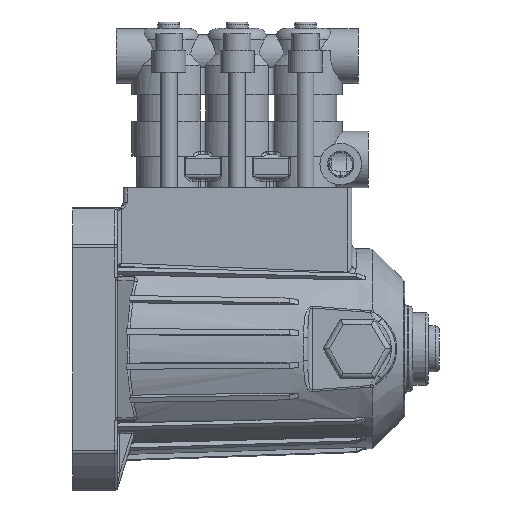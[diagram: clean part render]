
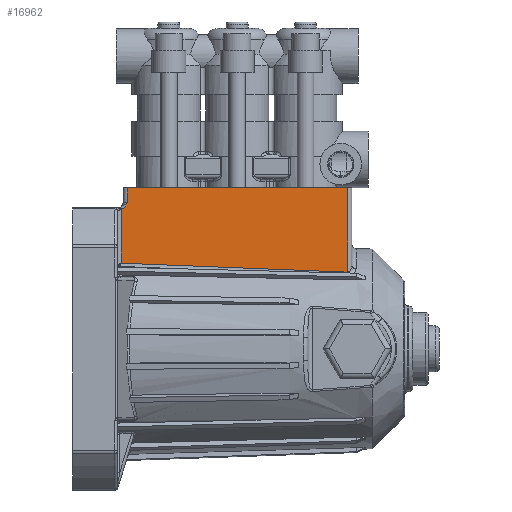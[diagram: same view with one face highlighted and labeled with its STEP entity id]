
A CAD part, front view. The second image highlights one B-rep face of the part: STEP entity #16962.
In plain terms, the highlighted planar face has unit normal (0, -1, 0).
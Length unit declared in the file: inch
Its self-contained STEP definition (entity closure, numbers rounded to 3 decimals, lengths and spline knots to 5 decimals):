
#16891 = VERTEX_POINT ( 'NONE', #31238 ) ;
#16892 = VERTEX_POINT ( 'NONE', #31237 ) ;
#16943 = VERTEX_POINT ( 'NONE', #31388 ) ;
#16944 = EDGE_CURVE ( 'NONE', #16957, #16943, #31390, .T. ) ;
#16946 = VERTEX_POINT ( 'NONE', #31377 ) ;
#16947 = EDGE_CURVE ( 'NONE', #16943, #16946, #31370, .T. ) ;
#16948 = ORIENTED_EDGE ( 'NONE', *, *, #16947, .T. ) ;
#16949 = EDGE_CURVE ( 'NONE', #16946, #16958, #31373, .T. ) ;
#16950 = ORIENTED_EDGE ( 'NONE', *, *, #16952, .T. ) ;
#16951 = ORIENTED_EDGE ( 'NONE', *, *, #16949, .T. ) ;
#16952 = EDGE_CURVE ( 'NONE', #16958, #16891, #31380, .T. ) ;
#16954 = EDGE_LOOP ( 'NONE', ( #16964, #16963, #16961, #16948, #16951, #16950 ) ) ;
#16957 = VERTEX_POINT ( 'NONE', #31416 ) ;
#16958 = VERTEX_POINT ( 'NONE', #31417 ) ;
#16961 = ORIENTED_EDGE ( 'NONE', *, *, #16944, .T. ) ;
#16962 = ADVANCED_FACE ( 'NONE', ( #31407 ), #31115, .T. ) ;
#16963 = ORIENTED_EDGE ( 'NONE', *, *, #16965, .T. ) ;
#16964 = ORIENTED_EDGE ( 'NONE', *, *, #16966, .T. ) ;
#16965 = EDGE_CURVE ( 'NONE', #16892, #16957, #31446, .T. ) ;
#16966 = EDGE_CURVE ( 'NONE', #16891, #16892, #31439, .T. ) ;
#31112 = AXIS2_PLACEMENT_3D ( 'NONE', #31134, #31133, #31116 ) ;
#31115 = PLANE ( 'NONE',  #31112 ) ;
#31116 = DIRECTION ( 'NONE',  ( 0., 0., -1. ) ) ;
#31133 = DIRECTION ( 'NONE',  ( 0., -1., 0. ) ) ;
#31134 = CARTESIAN_POINT ( 'NONE',  ( 0., -1.25, 2.625 ) ) ;
#31237 = CARTESIAN_POINT ( 'NONE',  ( 0.19, -1.25, 2.725 ) ) ;
#31238 = CARTESIAN_POINT ( 'NONE',  ( 0.19, -1.25, 3. ) ) ;
#31362 = VECTOR ( 'NONE', #31371, 39.37008 ) ;
#31365 = CARTESIAN_POINT ( 'NONE',  ( 4.29, -1.25, 1.42975 ) ) ;
#31366 = CARTESIAN_POINT ( 'NONE',  ( 2.88672, -1.25, 1.48663 ) ) ;
#31367 = CARTESIAN_POINT ( 'NONE',  ( 1.48338, -1.25, 1.54196 ) ) ;
#31368 = CARTESIAN_POINT ( 'NONE',  ( 0.08, -1.25, 1.59618 ) ) ;
#31369 = VECTOR ( 'NONE', #31419, 39.37008 ) ;
#31370 = B_SPLINE_CURVE_WITH_KNOTS ( 'NONE', 3,
 ( #31368, #31367, #31366, #31365 ),
 .UNSPECIFIED., .F., .F.,
 ( 4, 4 ),
 ( 0., 0.10702 ),
 .UNSPECIFIED. ) ;
#31371 = DIRECTION ( 'NONE',  ( 0., 0., 1. ) ) ;
#31372 = CARTESIAN_POINT ( 'NONE',  ( 4.29, -1.25, 3. ) ) ;
#31373 = LINE ( 'NONE', #31372, #31362 ) ;
#31375 = DIRECTION ( 'NONE',  ( 0., 0., -1. ) ) ;
#31376 = VECTOR ( 'NONE', #31375, 39.37008 ) ;
#31377 = CARTESIAN_POINT ( 'NONE',  ( 4.29, -1.25, 1.42975 ) ) ;
#31379 = CARTESIAN_POINT ( 'NONE',  ( 0.11, -1.25, 3. ) ) ;
#31380 = LINE ( 'NONE', #31379, #31369 ) ;
#31388 = CARTESIAN_POINT ( 'NONE',  ( 0.08, -1.25, 1.59618 ) ) ;
#31389 = CARTESIAN_POINT ( 'NONE',  ( 0.08, -1.25, 2.625 ) ) ;
#31390 = LINE ( 'NONE', #31389, #31376 ) ;
#31407 = FACE_OUTER_BOUND ( 'NONE', #16954, .T. ) ;
#31416 = CARTESIAN_POINT ( 'NONE',  ( 0.08, -1.25, 2.59995 ) ) ;
#31417 = CARTESIAN_POINT ( 'NONE',  ( 4.29, -1.25, 3. ) ) ;
#31419 = DIRECTION ( 'NONE',  ( -1., 0., 0. ) ) ;
#31429 = CARTESIAN_POINT ( 'NONE',  ( 0.08, -1.25, 2.59995 ) ) ;
#31430 = CARTESIAN_POINT ( 'NONE',  ( 0.09293, -1.25, 2.60607 ) ) ;
#31431 = CARTESIAN_POINT ( 'NONE',  ( 0.10477, -1.25, 2.61374 ) ) ;
#31432 = CARTESIAN_POINT ( 'NONE',  ( 0.12116, -1.25, 2.62723 ) ) ;
#31433 = CARTESIAN_POINT ( 'NONE',  ( 0.12642, -1.25, 2.63209 ) ) ;
#31434 = CARTESIAN_POINT ( 'NONE',  ( 0.13633, -1.25, 2.64226 ) ) ;
#31435 = CARTESIAN_POINT ( 'NONE',  ( 0.14099, -1.25, 2.64756 ) ) ;
#31436 = CARTESIAN_POINT ( 'NONE',  ( 0.16307, -1.25, 2.67499 ) ) ;
#31437 = CARTESIAN_POINT ( 'NONE',  ( 0.17663, -1.25, 2.7 ) ) ;
#31438 = CARTESIAN_POINT ( 'NONE',  ( 0.19, -1.25, 2.725 ) ) ;
#31439 = LINE ( 'NONE', #31445, #31444 ) ;
#31443 = DIRECTION ( 'NONE',  ( 0., 0., -1. ) ) ;
#31444 = VECTOR ( 'NONE', #31443, 39.37008 ) ;
#31445 = CARTESIAN_POINT ( 'NONE',  ( 0.19, -1.25, 2.625 ) ) ;
#31446 = B_SPLINE_CURVE_WITH_KNOTS ( 'NONE', 3,
 ( #31438, #31437, #31436, #31435, #31434, #31433, #31432, #31431, #31430, #31429 ),
 .UNSPECIFIED., .F., .F.,
 ( 4, 2, 2, 2, 4 ),
 ( -0.00001, 0.00215, 0.00269, 0.00323, 0.00431 ),
 .UNSPECIFIED. ) ;
